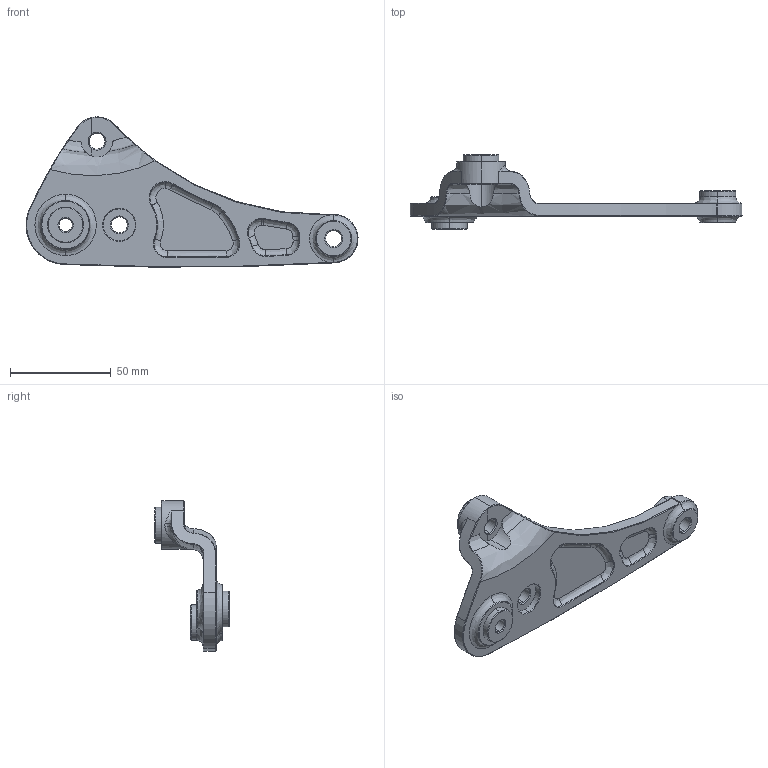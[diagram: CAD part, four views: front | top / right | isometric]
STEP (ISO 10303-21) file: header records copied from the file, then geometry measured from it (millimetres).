
FILE_DESCRIPTION (( 'STEP AP203' ), '1' );
FILE_NAME ('Demo Bracket.STEP', '2024-10-22T22:38:48', ( '' ), ( '' ), 'SwSTEP 2.0', 'SolidWorks 2022', '' );
FILE_SCHEMA (( 'CONFIG_CONTROL_DESIGN' ));
Length unit declared in the file: inch
Products named in the file (1): Demo Bracket
Bounding box: 164.9 x 37.08 x 74.65 mm (x, y, z)
Volume: 46830.4 mm3; surface area: 20128.9 mm2
Topology: 1 solids, 1 shells, 210 faces, 510 edges, 308 vertices
Faces by surface type: bspline 85, cone 85, cylinder 26, plane 14
Entity records: 9078 total; most frequent: CARTESIAN_POINT 4471, ORIENTED_EDGE 1016, DIRECTION 888, EDGE_CURVE 508, AXIS2_PLACEMENT_3D 382, VERTEX_POINT 308, CIRCLE 256, EDGE_LOOP 226
